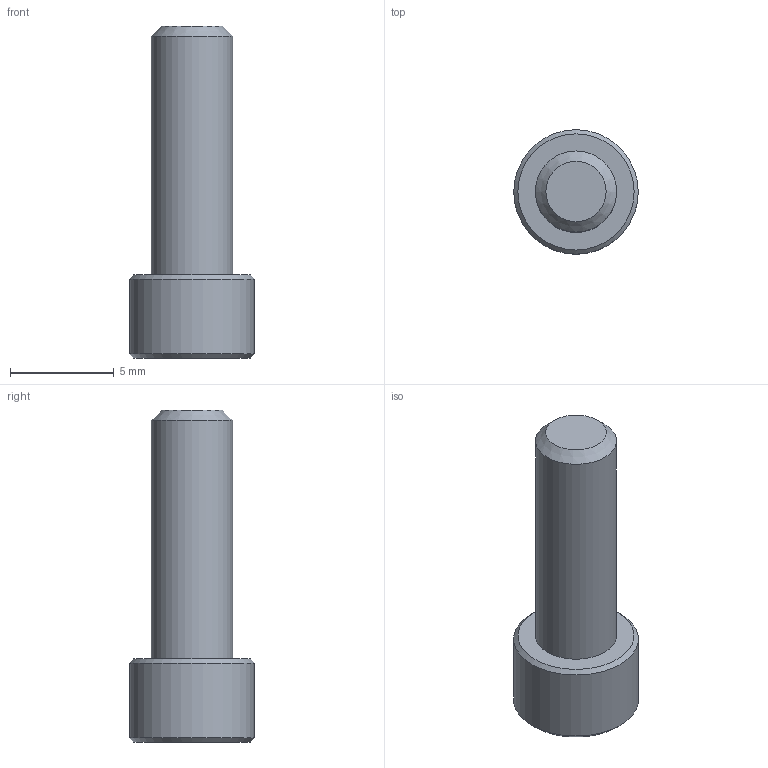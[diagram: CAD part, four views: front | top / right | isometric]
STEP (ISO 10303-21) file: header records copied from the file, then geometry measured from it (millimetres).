
FILE_DESCRIPTION(/* description */ (''),/* implementation_level */ '2;1');
FILE_NAME(/* name */ 'M4x16 socket head bolt v2.step',/* time_stamp */ '2023-09-07T15:22:15+08:00',/* author */ (''),/* organization */ (''),/* preprocessor_version */ 'ST-DEVELOPER v20',/* originating_system */ 'Autodesk Translation Framework v12.9.0.99',/* authorisation */ '');
FILE_SCHEMA (('AUTOMOTIVE_DESIGN { 1 0 10303 214 3 1 1 }'));
Length unit declared in the file: millimetre
Products named in the file (1): M4x16 socket head bolt
Bounding box: 6 x 6 x 16 mm (x, y, z)
Volume: 234.6 mm3; surface area: 294.6 mm2
Topology: 1 solids, 1 shells, 40 faces, 81 edges, 45 vertices
Faces by surface type: plane 28, cylinder 8, cone 4
Full cylindrical faces by diameter (mm): 3.908 x1, 6 x1
Entity records: 1055 total; most frequent: DIRECTION 196, CARTESIAN_POINT 167, ORIENTED_EDGE 162, EDGE_CURVE 81, AXIS2_PLACEMENT_3D 74, LINE 48, VECTOR 48, VERTEX_POINT 45
